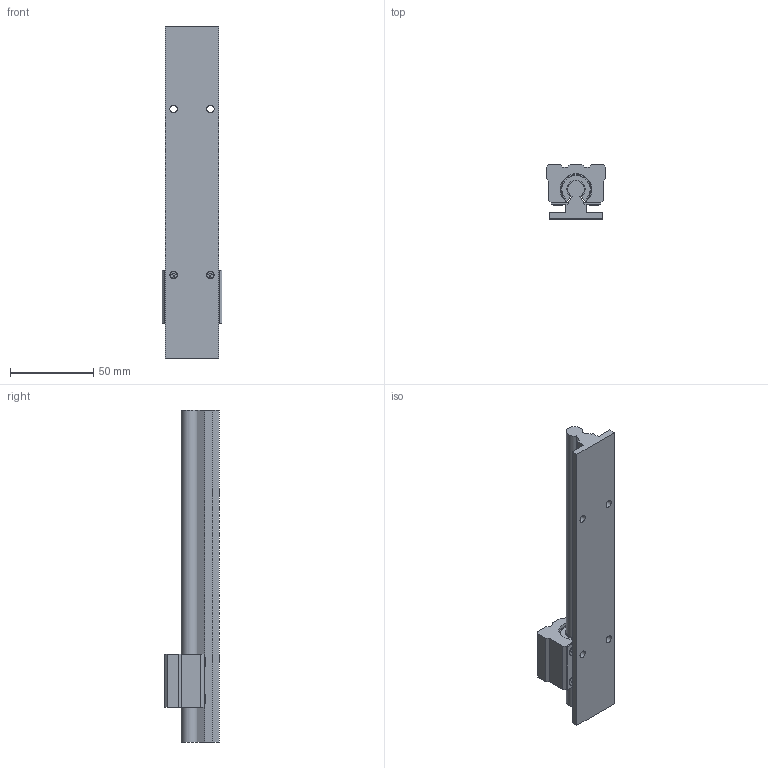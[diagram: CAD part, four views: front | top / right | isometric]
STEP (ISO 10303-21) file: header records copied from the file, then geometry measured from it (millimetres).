
FILE_DESCRIPTION(('STEP AP203'), '1');
FILE_NAME('Êàðåòêà', '2018-02-05T04:46:45', ('UNSPECIFIED'), ('UNSPECIFIED'), 'ASCON STEP Converter 1.3', 'ASCON Math Kernel', '');
FILE_SCHEMA(('CONFIG_CONTROL_DESIGN'));
Length unit declared in the file: millimetre
Products named in the file (10): Lineare_bearing_LMUU_serie_LM10UU
Assembly tree (9 placements, depth 2):
  (unnamed)
    (unnamed)
    (unnamed)
    (unnamed)
    Lineare_bearing_LMUU_serie_LM10UU
    (unnamed)
    (unnamed)
    (unnamed)
    (unnamed)
    (unnamed)
Bounding box: 36 x 33 x 200 mm (x, y, z)
Volume: 80103.4 mm3; surface area: 33670 mm2
Topology: 9 solids, 9 shells, 219 faces, 590 edges, 409 vertices
Faces by surface type: plane 169, cylinder 32, cone 10, torus 8
Full cylindrical faces by diameter (mm): 3 x8, 4.5 x4, 5 x4, 5.5 x4
Entity records: 9709 total; most frequent: CARTESIAN_POINT 1908, ORIENTED_EDGE 1098, DIRECTION 1087, EDGE_CURVE 549, LINE 445, VECTOR 445, VERTEX_POINT 395, AXIS2_PLACEMENT_3D 321
